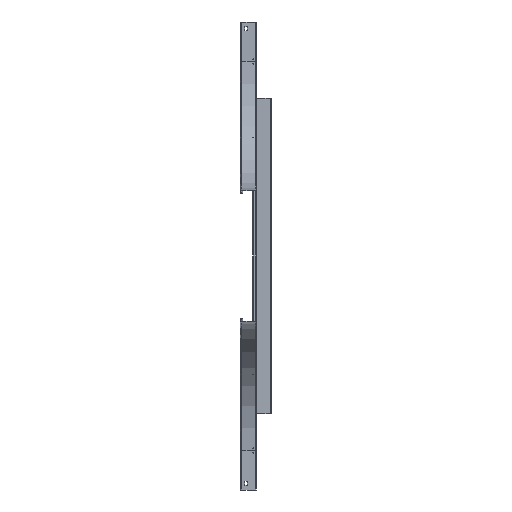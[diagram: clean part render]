
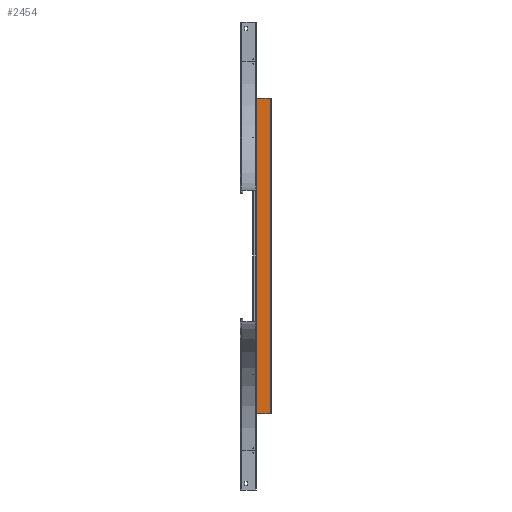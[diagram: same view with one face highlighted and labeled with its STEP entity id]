
A CAD part, left-side view. The second image highlights one B-rep face of the part: STEP entity #2454.
In plain terms, the highlighted planar face has unit normal (-1, 0, 0).
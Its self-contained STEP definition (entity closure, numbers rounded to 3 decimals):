
#2105=DIRECTION('',(0.,-1.,0.));
#2106=VECTOR('',#2105,51.5);
#2107=CARTESIAN_POINT('',(0.,54.,0.));
#2108=LINE('',#2107,#2106);
#2172=DIRECTION('',(0.,0.,1.));
#2173=VECTOR('',#2172,1200.);
#2174=CARTESIAN_POINT('',(0.,54.,-1200.));
#2175=LINE('',#2174,#2173);
#2180=DIRECTION('',(0.,-1.,0.));
#2181=VECTOR('',#2180,51.5);
#2182=CARTESIAN_POINT('',(0.,54.,-1200.));
#2183=LINE('',#2182,#2181);
#2188=DIRECTION('',(0.,0.,-1.));
#2189=VECTOR('',#2188,1200.);
#2190=CARTESIAN_POINT('',(0.,2.5,0.));
#2191=LINE('',#2190,#2189);
#2254=CARTESIAN_POINT('',(0.,2.5,0.));
#2255=VERTEX_POINT('',#2254);
#2256=CARTESIAN_POINT('',(0.,54.,0.));
#2257=VERTEX_POINT('',#2256);
#2288=CARTESIAN_POINT('',(0.,54.,-1200.));
#2289=VERTEX_POINT('',#2288);
#2290=CARTESIAN_POINT('',(0.,2.5,-1200.));
#2291=VERTEX_POINT('',#2290);
#2441=CARTESIAN_POINT('',(0.,104.,0.));
#2442=DIRECTION('',(-1.,0.,0.));
#2443=DIRECTION('',(0.,1.,0.));
#2444=AXIS2_PLACEMENT_3D('',#2441,#2442,#2443);
#2445=PLANE('',#2444);
#2446=ORIENTED_EDGE('',*,*,#2309,.T.);
#2448=ORIENTED_EDGE('',*,*,#2447,.T.);
#2450=ORIENTED_EDGE('',*,*,#2449,.F.);
#2451=ORIENTED_EDGE('',*,*,#2433,.T.);
#2452=EDGE_LOOP('',(#2446,#2448,#2450,#2451));
#2453=FACE_OUTER_BOUND('',#2452,.F.);
#2454=ADVANCED_FACE('',(#2453),#2445,.T.);
#2309=EDGE_CURVE('',#2257,#2255,#2108,.T.);
#2433=EDGE_CURVE('',#2289,#2257,#2175,.T.);
#2447=EDGE_CURVE('',#2255,#2291,#2191,.T.);
#2449=EDGE_CURVE('',#2289,#2291,#2183,.T.);
